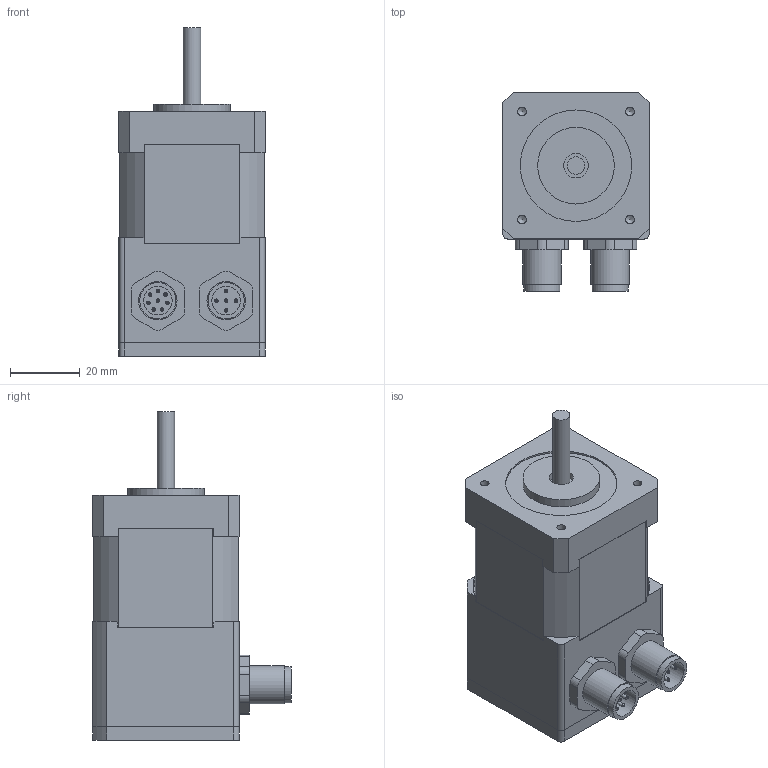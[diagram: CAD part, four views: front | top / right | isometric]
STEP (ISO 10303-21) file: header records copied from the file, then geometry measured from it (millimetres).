
FILE_DESCRIPTION((''),'2;1');
FILE_NAME('AS4118L1804-E.stp','2009-11-17T13:03:13',('wei_j'),(''),'Autodesk Inventor 2010','Autodesk Inventor 2010','');
FILE_SCHEMA(('AUTOMOTIVE_DESIGN { 1 0 10303 214 1 1 1 1 }'));
Length unit declared in the file: millimetre
Products named in the file (6): AS4118L1804-E; MG-AK41; ST4118L1804-CB1; M12-8pol; MG-D41; M12-5pol
Assembly tree (5 placements, depth 2):
  AS4118L1804-E
    MG-AK41
    ST4118L1804-CB1
    M12-8pol
    MG-D41
    M12-5pol
Bounding box: 42 x 57 x 94.4 mm (x, y, z)
Volume: 87646.5 mm3; surface area: 30806.1 mm2
Topology: 5 solids, 5 shells, 289 faces, 712 edges, 462 vertices
Faces by surface type: plane 116, cylinder 99, bspline 45, cone 18, torus 11
Full cylindrical faces by diameter (mm): 1 x13, 5 x1, 7 x1, 8.2 x2, 9.2 x1, 10 x2, 10.4 x2, 11 x2, 12 x3, 16 x1, 21.95 x1, 22 x1, 32 x1
Entity records: 8689 total; most frequent: CARTESIAN_POINT 2090, DIRECTION 1379, ORIENTED_EDGE 1188, EDGE_CURVE 594, AXIS2_PLACEMENT_3D 545, EDGE_LOOP 436, VERTEX_POINT 428, CIRCLE 290
